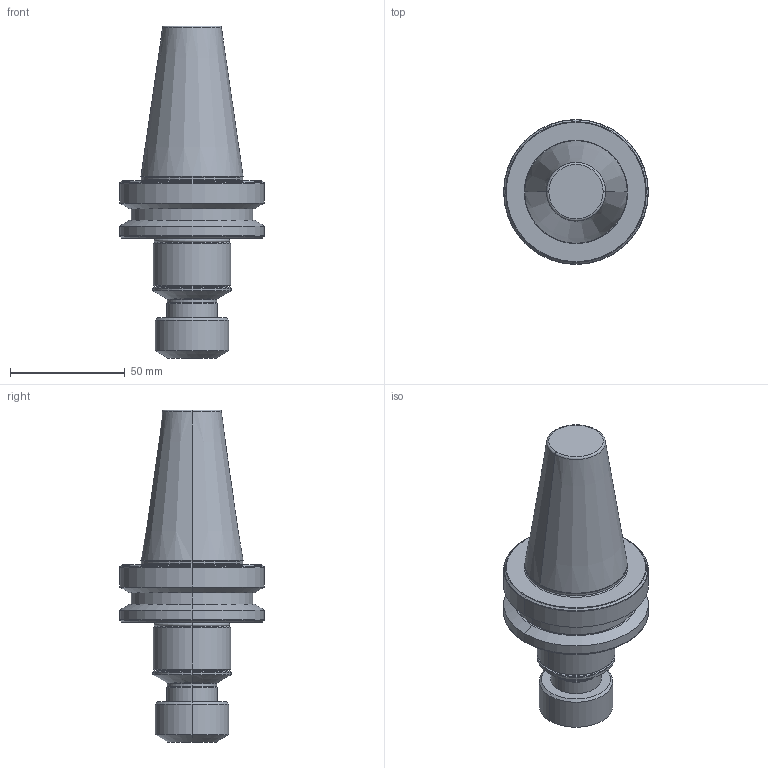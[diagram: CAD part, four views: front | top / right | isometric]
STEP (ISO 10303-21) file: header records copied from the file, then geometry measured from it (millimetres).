
FILE_DESCRIPTION (( 'STEP AP203' ), '1' );
FILE_NAME ('BT40 ER 16 079 AD+B MLC.STEP', '2019-05-25T04:26:45', ( '' ), ( '' ), 'SwSTEP 2.0', 'SolidWorks 2014', '' );
FILE_SCHEMA (( 'CONFIG_CONTROL_DESIGN' ));
Length unit declared in the file: millimetre
Products named in the file (1): BT40 ER 16 079 AD+B MLC
Bounding box: 63 x 63 x 144.4 mm (x, y, z)
Volume: 177032.7 mm3; surface area: 24480.9 mm2
Topology: 1 solids, 1 shells, 77 faces, 152 edges, 86 vertices
Faces by surface type: cone 26, torus 20, cylinder 20, plane 11
Entity records: 2061 total; most frequent: DIRECTION 414, CARTESIAN_POINT 316, ORIENTED_EDGE 304, AXIS2_PLACEMENT_3D 184, EDGE_CURVE 152, CIRCLE 106, EDGE_LOOP 86, VERTEX_POINT 86
